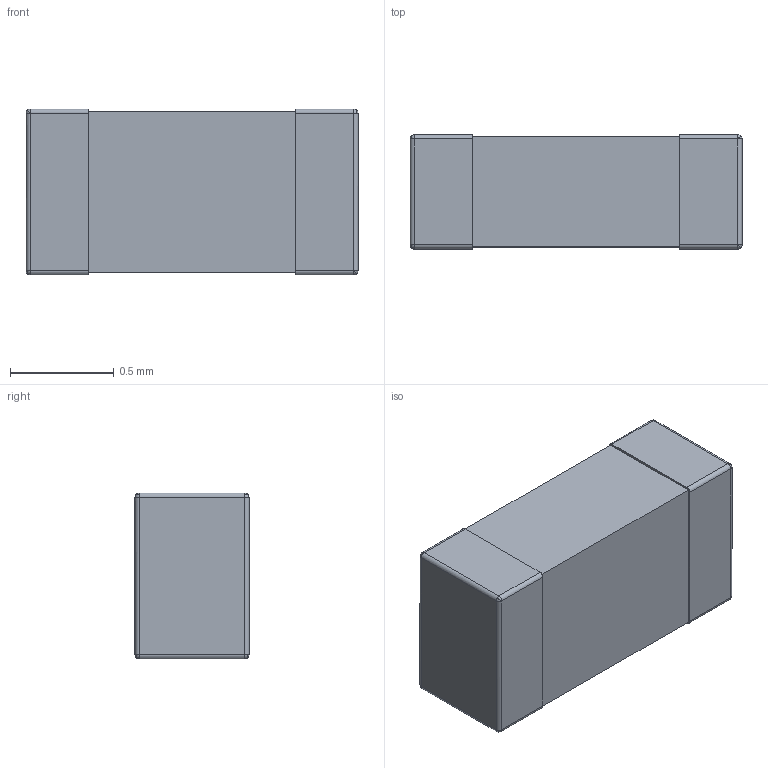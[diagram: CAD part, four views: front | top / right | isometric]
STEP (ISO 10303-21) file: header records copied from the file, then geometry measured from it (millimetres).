
FILE_DESCRIPTION (( 'STEP AP214' ), '1' );
FILE_NAME ('CG0603MLC-05E.STEP', '2021-10-29T00:24:50', ( '' ), ( '' ), 'SwSTEP 2.0', 'SolidWorks 2017', '' );
FILE_SCHEMA (( 'AUTOMOTIVE_DESIGN' ));
Length unit declared in the file: millimetre
Products named in the file (1): CG0603MLC-05E
Bounding box: 1.6 x 0.55 x 0.8 mm (x, y, z)
Volume: 0.7 mm3; surface area: 6.8 mm2
Topology: 3 solids, 3 shells, 50 faces, 116 edges, 56 vertices
Faces by surface type: plane 18, bspline 16, cylinder 16
Entity records: 1504 total; most frequent: CARTESIAN_POINT 447, DIRECTION 218, ORIENTED_EDGE 200, EDGE_CURVE 100, AXIS2_PLACEMENT_3D 83, VERTEX_POINT 56, VECTOR 52, LINE 52
